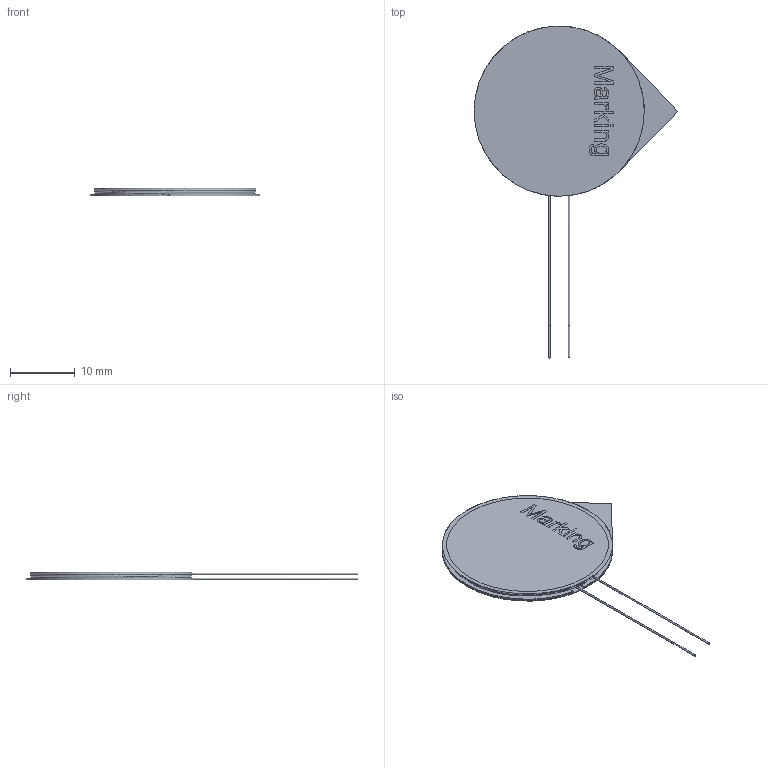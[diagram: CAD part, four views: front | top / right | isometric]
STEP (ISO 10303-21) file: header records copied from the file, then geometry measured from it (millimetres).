
FILE_DESCRIPTION(/* description */ ('Unknown'),/* implementation_level */ '2;1');
FILE_NAME(/* name */ 'L_Wurth_WE-WPCC-RX_760308101303',/* time_stamp */ '2025-04-22T16:17:58+08:00',/* author */ ('Unknown'),/* organization */ ('Unknown'),/* preprocessor_version */ 'ST-DEVELOPER v19.4',/* originating_system */ 'Solid Edge',/* authorisation */ 'Unknown');
FILE_SCHEMA (('AUTOMOTIVE_DESIGN {1 0 10303 214 3 1 1}'));
Length unit declared in the file: millimetre
Products named in the file (2): L_Wurth_WE-WPCC-RX_760308101303
Assembly tree (1 placements, depth 2):
  L_Wurth_WE-WPCC-RX_760308101303
    L_Wurth_WE-WPCC-RX_760308101303
Bounding box: 31.5 x 51.3 x 1.39 mm (x, y, z)
Volume: 572.6 mm3; surface area: 10381.6 mm2
Topology: 9 solids, 9 shells, 299 faces, 661 edges, 376 vertices
Faces by surface type: bspline 114, torus 100, plane 72, cylinder 13
Full cylindrical faces by diameter (mm): 0.24 x2, 0.25 x2, 25 x1, 26.3 x2
Entity records: 16744 total; most frequent: CARTESIAN_POINT 9254, DIRECTION 946, ORIENTED_EDGE 874, FACE_BOUND 634, EDGE_LOOP 535, VERTEX_POINT 463, EDGE_CURVE 437, AXIS2_PLACEMENT_3D 409
